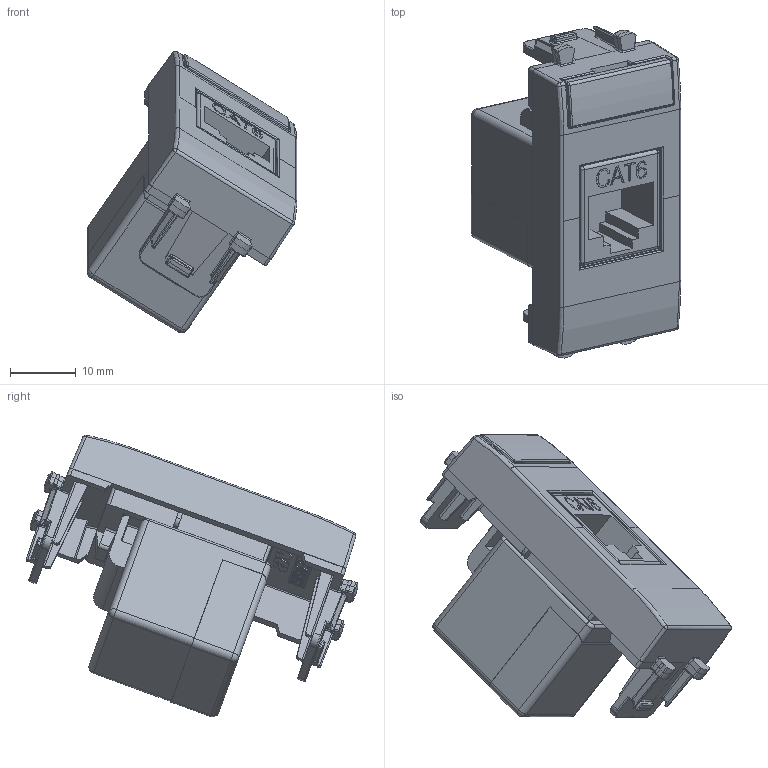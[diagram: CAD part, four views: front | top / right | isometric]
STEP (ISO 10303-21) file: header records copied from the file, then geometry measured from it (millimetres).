
FILE_DESCRIPTION(('CATIA V5 STEP Exchange'),'2;1');
FILE_NAME('441027C6.stp','2024-02-23T13:20:09+00:00',('none'),('none'),'CATIA Version 5-6 Release 2016 SP6','CATIA V5 STEP AP203','none');
FILE_SCHEMA(('CONFIG_CONTROL_DESIGN'));
Products named in the file (1): 441027C6
Assembly tree (3 placements, depth 2):
  441027C6
    #57
    #1231
    #8096
Bounding box: 31.95 x 50.64 x 42.98 mm (x, y, z)
Volume: 12308.4 mm3; surface area: 9713.8 mm2
Topology: 3 solids, 3 shells, 1501 faces, 4094 edges, 2568 vertices
Faces by surface type: plane 967, cylinder 330, bspline 88, sphere 46, extrusion 28, cone 24, torus 18
Entity records: 54305 total; most frequent: CARTESIAN_POINT 19075, ORIENTED_EDGE 8080, DIRECTION 5837, EDGE_CURVE 4040, VECTOR 3058, LINE 3030, VERTEX_POINT 2568, AXIS2_PLACEMENT_3D 1564
